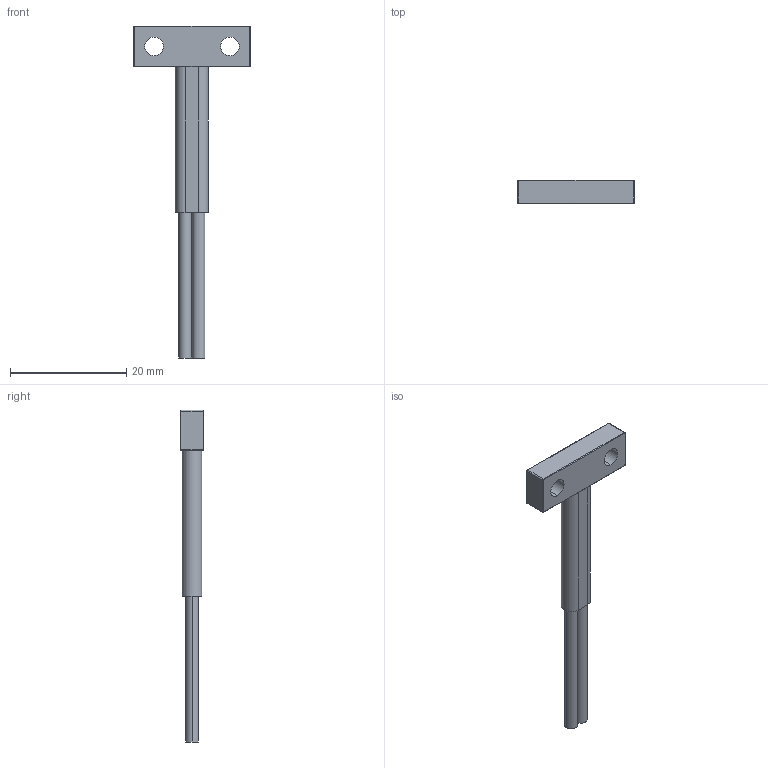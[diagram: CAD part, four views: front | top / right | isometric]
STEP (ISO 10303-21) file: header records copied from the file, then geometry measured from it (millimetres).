
FILE_DESCRIPTION (( 'STEP AP214' ), '1' );
FILE_NAME ('FOACAMPDF42UA_3D.step', '2023-06-16T21:15:17', ( '' ), ( '' ), 'SwSTEP 2.0', 'SolidWorks 2022', '' );
FILE_SCHEMA (( 'AUTOMOTIVE_DESIGN' ));
Length unit declared in the file: millimetre
Products named in the file (1): FOACAMPDF42UA_3D
Bounding box: 20 x 4 x 57 mm (x, y, z)
Volume: 979.8 mm3; surface area: 1928.7 mm2
Topology: 1 solids, 1 shells, 58 faces, 130 edges, 80 vertices
Faces by surface type: cylinder 30, plane 16, torus 8, cone 4
Entity records: 1712 total; most frequent: DIRECTION 320, CARTESIAN_POINT 269, ORIENTED_EDGE 260, AXIS2_PLACEMENT_3D 131, EDGE_CURVE 130, VERTEX_POINT 80, CIRCLE 72, EDGE_LOOP 68
